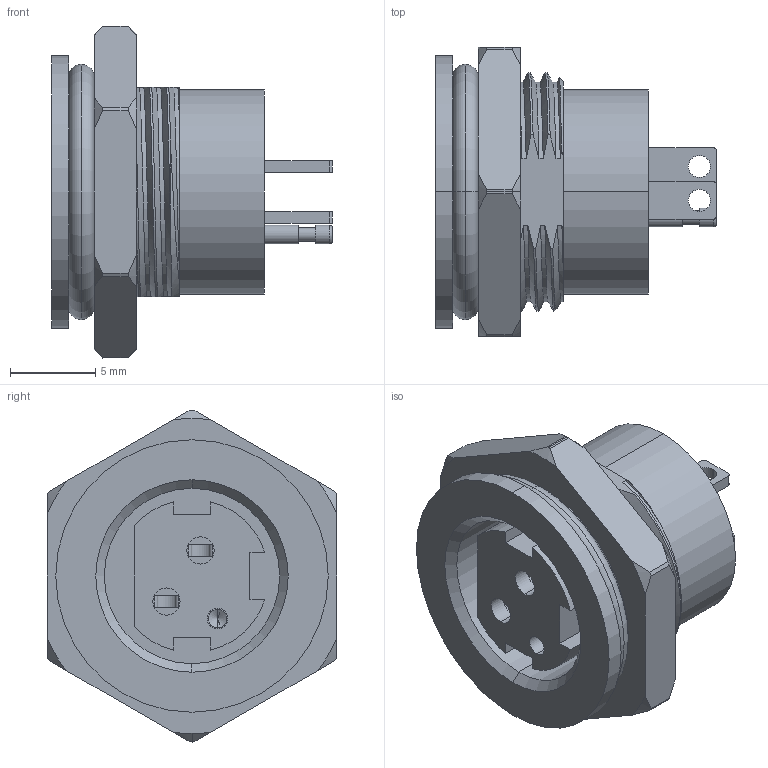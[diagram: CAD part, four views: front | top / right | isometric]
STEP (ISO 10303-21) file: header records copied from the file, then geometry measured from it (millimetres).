
FILE_DESCRIPTION (( 'STEP AP203' ), '1' );
FILE_NAME ('54-00415.STEP', '2025-11-26T01:06:17', ( '' ), ( '' ), 'SwSTEP 2.0', 'SolidWorks 2025', '' );
FILE_SCHEMA (( 'CONFIG_CONTROL_DESIGN' ));
Length unit declared in the file: millimetre
Products named in the file (7): 54-00415; 54-00415-06_默认; 54-00415-04_默认; 54-00415-01_默认; 54-00415-05_默认; 54-00415-02_默认; 54-00415-03_默认
Assembly tree (7 placements, depth 2):
  54-00415
    54-00415-01_默认
    54-00415-02_默认
    54-00415-03_默认  x2
    54-00415-04_默认
    54-00415-05_默认
    54-00415-06_默认
Bounding box: 16.5 x 17 x 19.5 mm (x, y, z)
Volume: 1572.2 mm3; surface area: 3073.8 mm2
Topology: 7 solids, 7 shells, 235 faces, 617 edges, 406 vertices
Faces by surface type: plane 89, cylinder 80, bspline 35, cone 25, torus 6
Entity records: 14254 total; most frequent: CARTESIAN_POINT 8692, ORIENTED_EDGE 1086, DIRECTION 917, EDGE_CURVE 543, VERTEX_POINT 358, AXIS2_PLACEMENT_3D 346, EDGE_LOOP 235, VECTOR 225
